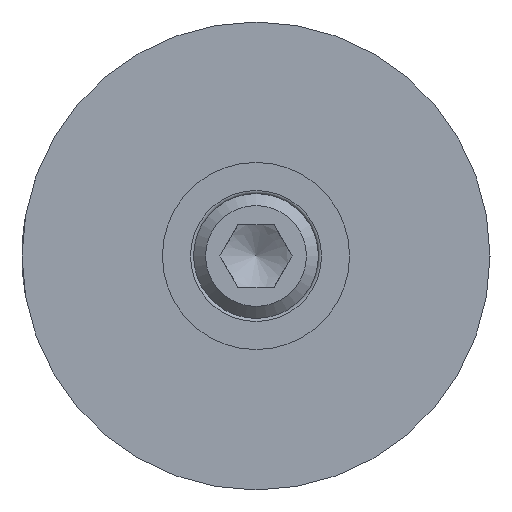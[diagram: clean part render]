
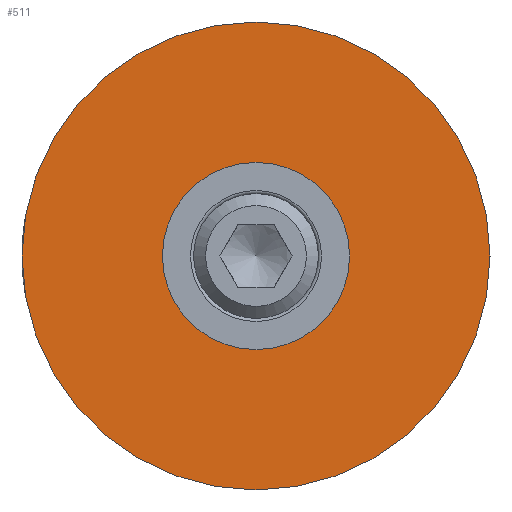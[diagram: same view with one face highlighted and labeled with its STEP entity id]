
A CAD part, front view. The second image highlights one B-rep face of the part: STEP entity #511.
In plain terms, the highlighted planar face has unit normal (0, -1, 0).
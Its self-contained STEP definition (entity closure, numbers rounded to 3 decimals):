
#56=FACE_BOUND('',#153,.T.);
#79=PLANE('',#686);
#112=FACE_OUTER_BOUND('',#152,.T.);
#152=EDGE_LOOP('',(#467));
#153=EDGE_LOOP('',(#468));
#179=CIRCLE('',#681,6.);
#181=CIRCLE('',#684,15.);
#277=VERTEX_POINT('',#1037);
#279=VERTEX_POINT('',#1043);
#339=EDGE_CURVE('',#277,#277,#179,.T.);
#342=EDGE_CURVE('',#279,#279,#181,.T.);
#467=ORIENTED_EDGE('',*,*,#342,.F.);
#468=ORIENTED_EDGE('',*,*,#339,.F.);
#511=ADVANCED_FACE('',(#112,#56),#79,.F.);
#681=AXIS2_PLACEMENT_3D('',#1039,#837,#838);
#684=AXIS2_PLACEMENT_3D('',#1045,#844,#845);
#686=AXIS2_PLACEMENT_3D('',#1047,#848,#849);
#837=DIRECTION('center_axis',(0.,-1.,0.));
#838=DIRECTION('ref_axis',(1.,0.,0.));
#844=DIRECTION('center_axis',(0.,1.,0.));
#845=DIRECTION('ref_axis',(-1.,0.,0.));
#848=DIRECTION('center_axis',(0.,1.,0.));
#849=DIRECTION('ref_axis',(0.,0.,1.));
#1037=CARTESIAN_POINT('',(-6.,0.,0.));
#1039=CARTESIAN_POINT('Origin',(0.,0.,0.));
#1043=CARTESIAN_POINT('',(15.,0.,0.));
#1045=CARTESIAN_POINT('Origin',(0.,0.,0.));
#1047=CARTESIAN_POINT('Origin',(0.,0.,0.));
